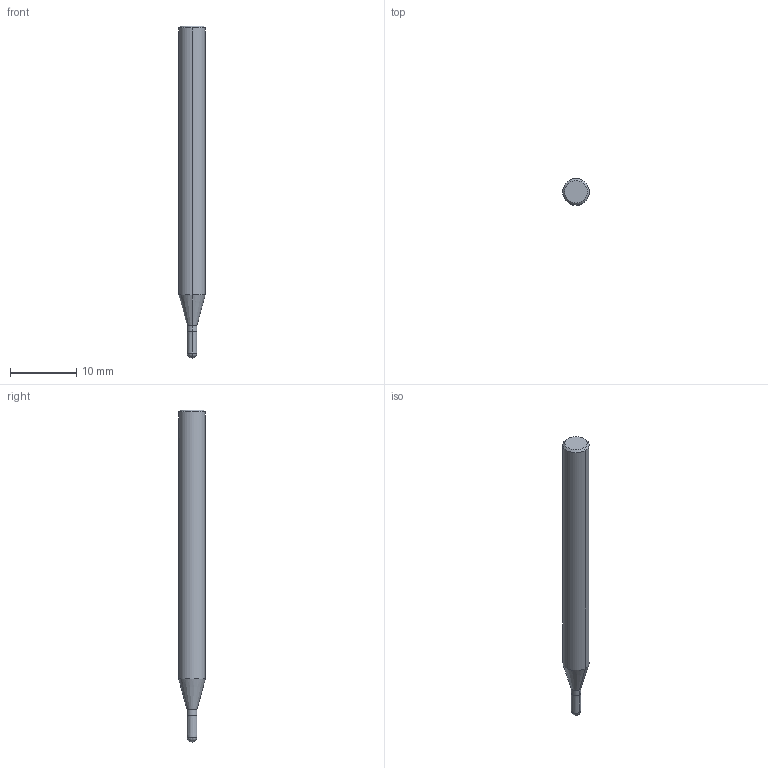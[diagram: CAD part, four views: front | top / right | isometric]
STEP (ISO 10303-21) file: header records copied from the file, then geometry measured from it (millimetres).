
FILE_DESCRIPTION(('no description'),'unknown implementation level');
FILE_NAME('soliddrapaMiwU8Z4gl9L1MtPkydQmQs_1.STP',' ',('CIMSOURCE GmbH'),('CADClick - KiM GmbH - www.kimweb.de'),'unknown preprocess','ACIS','unknown authorization');
FILE_SCHEMA(('automotive_design'));
Length unit declared in the file: millimetre
Products named in the file (2): NOCUT; CUT
Bounding box: 4 x 4 x 50 mm (x, y, z)
Volume: 545.7 mm3; surface area: 587.7 mm2
Topology: 2 solids, 2 shells, 29 faces, 70 edges, 42 vertices
Faces by surface type: cylinder 12, plane 9, cone 6, sphere 2
Entity records: 1839 total; most frequent: CARTESIAN_POINT 359, DIRECTION 145, STYLED_ITEM 139, PRESENTATION_STYLE_ASSIGNMENT 139, COLOUR_RGB 139, ORIENTED_EDGE 132, EDGE_CURVE 66, CURVE_STYLE 66
